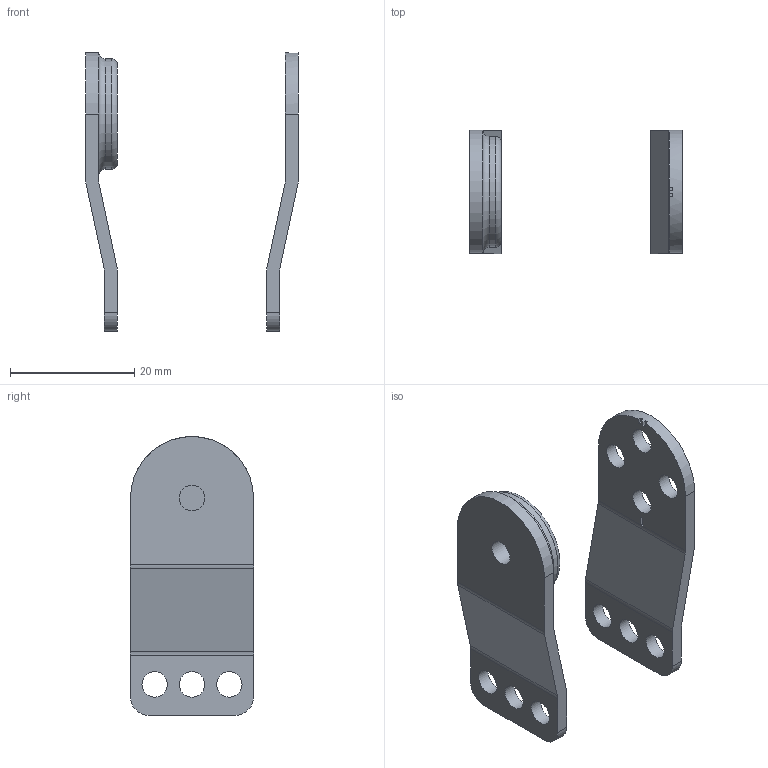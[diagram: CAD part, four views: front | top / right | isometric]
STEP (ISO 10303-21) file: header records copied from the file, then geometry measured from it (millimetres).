
FILE_DESCRIPTION( ( '' ), ' ' );
FILE_NAME( '56e947a6e4b0982dbfa7d846.step', '2016-03-16T11:46:47', ( '' ), ( '' ), ' ', ' ', ' ' );
FILE_SCHEMA( ( 'AUTOMOTIVE_DESIGN { 1 0 10303 214 1 1 1 1 }' ) );
Length unit declared in the file: metre
Products named in the file (2): side2side; horn2horn
Bounding box: 34.2 x 19.8 x 44.9 mm (x, y, z)
Volume: 3942.8 mm3; surface area: 4063.1 mm2
Topology: 2 solids, 2 shells, 60 faces, 171 edges, 116 vertices
Faces by surface type: plane 32, cylinder 26, torus 2
Full cylindrical faces by diameter (mm): 4.1 x11, 17.8 x1
Entity records: 2362 total; most frequent: DIRECTION 328, CARTESIAN_POINT 313, ORIENTED_EDGE 292, EDGE_CURVE 146, AXIS2_PLACEMENT_3D 120, VERTEX_POINT 105, EDGE_LOOP 97, LINE 88
